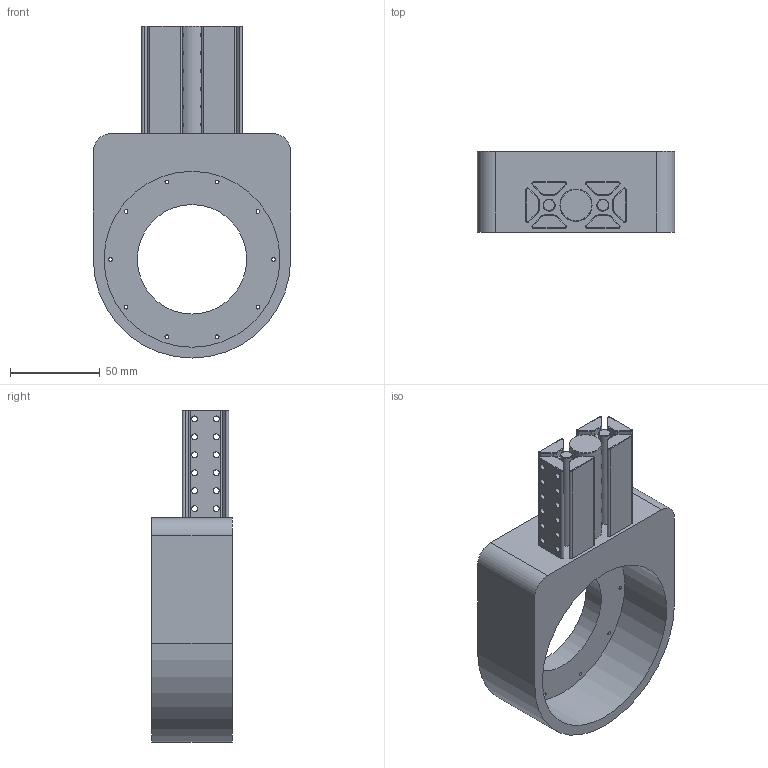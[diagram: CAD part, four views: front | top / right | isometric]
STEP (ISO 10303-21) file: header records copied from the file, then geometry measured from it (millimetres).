
FILE_DESCRIPTION(/* description */ (''),/* implementation_level */ '2;1');
FILE_NAME(/* name */ 'motor mount v7.step',/* time_stamp */ '2025-10-14T21:31:42+06:00',/* author */ (''),/* organization */ (''),/* preprocessor_version */ 'ST-DEVELOPER v20.1',/* originating_system */ 'Autodesk Translation Framework v14.17.0.0',/* authorisation */ '');
FILE_SCHEMA (('AUTOMOTIVE_DESIGN { 1 0 10303 214 3 1 1 }'));
Length unit declared in the file: millimetre
Products named in the file (1): motor mount
Bounding box: 110 x 45 x 185 mm (x, y, z)
Volume: 326099.8 mm3; surface area: 75971.9 mm2
Topology: 1 solids, 1 shells, 284 faces, 738 edges, 476 vertices
Faces by surface type: cylinder 184, plane 73, torus 27
Full cylindrical faces by diameter (mm): 2.05 x10, 3.332 x36, 5 x10, 6.7 x2, 17.9 x1, 61 x1, 98 x1
Entity records: 10260 total; most frequent: CARTESIAN_POINT 3059, ORIENTED_EDGE 1476, DIRECTION 1469, EDGE_CURVE 738, AXIS2_PLACEMENT_3D 566, VERTEX_POINT 476, EDGE_LOOP 398, LINE 337
